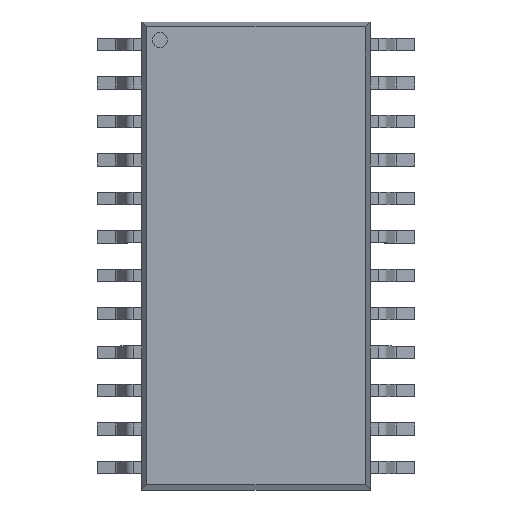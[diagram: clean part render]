
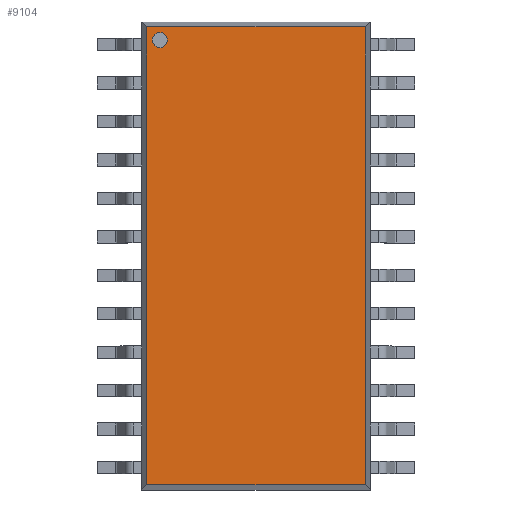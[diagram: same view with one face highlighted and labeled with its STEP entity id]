
A CAD part, top view. The second image highlights one B-rep face of the part: STEP entity #9104.
In plain terms, the highlighted planar face has unit normal (0, 0, 1).
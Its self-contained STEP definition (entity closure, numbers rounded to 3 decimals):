
#88 = ORIENTED_EDGE ( 'NONE', *, *, #9369, .T. ) ;
#570 = CIRCLE ( 'NONE', #3544, 0.25 ) ;
#827 = EDGE_CURVE ( 'NONE', #10993, #8608, #1260, .T. ) ;
#846 = FACE_BOUND ( 'NONE', #6160, .T. ) ;
#918 = EDGE_LOOP ( 'NONE', ( #6298, #9939, #88, #4599 ) ) ;
#1260 = LINE ( 'NONE', #3059, #1765 ) ;
#1368 = ORIENTED_EDGE ( 'NONE', *, *, #4730, .F. ) ;
#1540 = CARTESIAN_POINT ( 'NONE',  ( 0., 0., 2.65 ) ) ;
#1648 = DIRECTION ( 'NONE',  ( 1., 0., 0. ) ) ;
#1694 = DIRECTION ( 'NONE',  ( 0., 1., 0. ) ) ;
#1765 = VECTOR ( 'NONE', #4040, 1000. ) ;
#2353 = PLANE ( 'NONE',  #5131 ) ;
#2372 = DIRECTION ( 'NONE',  ( 0., 0., 1. ) ) ;
#2516 = DIRECTION ( 'NONE',  ( 0., 0., 1. ) ) ;
#3059 = CARTESIAN_POINT ( 'NONE',  ( -3.61, -7.725, 2.65 ) ) ;
#3544 = AXIS2_PLACEMENT_3D ( 'NONE', #6858, #2516, #1648 ) ;
#3684 = CARTESIAN_POINT ( 'NONE',  ( -3.61, -7.56, 2.65 ) ) ;
#4040 = DIRECTION ( 'NONE',  ( 0., -1., 0. ) ) ;
#4245 = CARTESIAN_POINT ( 'NONE',  ( 3.61, 7.56, 2.65 ) ) ;
#4248 = CARTESIAN_POINT ( 'NONE',  ( 3.61, 7.725, 2.65 ) ) ;
#4273 = VERTEX_POINT ( 'NONE', #4245 ) ;
#4426 = CARTESIAN_POINT ( 'NONE',  ( -2.925, 7.125, 2.65 ) ) ;
#4599 = ORIENTED_EDGE ( 'NONE', *, *, #10213, .T. ) ;
#4614 = CARTESIAN_POINT ( 'NONE',  ( -3.61, 7.56, 2.65 ) ) ;
#4730 = EDGE_CURVE ( 'NONE', #7272, #8956, #6885, .T. ) ;
#4779 = VERTEX_POINT ( 'NONE', #5853 ) ;
#5131 = AXIS2_PLACEMENT_3D ( 'NONE', #1540, #5186, #8732 ) ;
#5186 = DIRECTION ( 'NONE',  ( 0., 0., 1. ) ) ;
#5284 = LINE ( 'NONE', #4248, #8436 ) ;
#5709 = EDGE_CURVE ( 'NONE', #8956, #7272, #570, .T. ) ;
#5853 = CARTESIAN_POINT ( 'NONE',  ( 3.61, -7.56, 2.65 ) ) ;
#6054 = VECTOR ( 'NONE', #6145, 1000. ) ;
#6076 = ORIENTED_EDGE ( 'NONE', *, *, #5709, .F. ) ;
#6145 = DIRECTION ( 'NONE',  ( 1., 0., 0. ) ) ;
#6160 = EDGE_LOOP ( 'NONE', ( #1368, #6076 ) ) ;
#6298 = ORIENTED_EDGE ( 'NONE', *, *, #7618, .T. ) ;
#6812 = FACE_OUTER_BOUND ( 'NONE', #918, .T. ) ;
#6858 = CARTESIAN_POINT ( 'NONE',  ( -3.175, 7.125, 2.65 ) ) ;
#6885 = CIRCLE ( 'NONE', #10051, 0.25 ) ;
#6953 = CARTESIAN_POINT ( 'NONE',  ( -3.775, 7.56, 2.65 ) ) ;
#7069 = DIRECTION ( 'NONE',  ( -1., 0., 0. ) ) ;
#7076 = LINE ( 'NONE', #8703, #6054 ) ;
#7272 = VERTEX_POINT ( 'NONE', #4426 ) ;
#7538 = DIRECTION ( 'NONE',  ( 1., 0., 0. ) ) ;
#7618 = EDGE_CURVE ( 'NONE', #4273, #10993, #10395, .T. ) ;
#8234 = CARTESIAN_POINT ( 'NONE',  ( -3.425, 7.125, 2.65 ) ) ;
#8436 = VECTOR ( 'NONE', #1694, 1000. ) ;
#8608 = VERTEX_POINT ( 'NONE', #3684 ) ;
#8703 = CARTESIAN_POINT ( 'NONE',  ( 3.775, -7.56, 2.65 ) ) ;
#8732 = DIRECTION ( 'NONE',  ( 1., 0., 0. ) ) ;
#8956 = VERTEX_POINT ( 'NONE', #8234 ) ;
#9104 = ADVANCED_FACE ( 'NONE', ( #846, #6812 ), #2353, .T. ) ;
#9369 = EDGE_CURVE ( 'NONE', #8608, #4779, #7076, .T. ) ;
#9393 = CARTESIAN_POINT ( 'NONE',  ( -3.175, 7.125, 2.65 ) ) ;
#9939 = ORIENTED_EDGE ( 'NONE', *, *, #827, .T. ) ;
#10051 = AXIS2_PLACEMENT_3D ( 'NONE', #9393, #2372, #7538 ) ;
#10213 = EDGE_CURVE ( 'NONE', #4779, #4273, #5284, .T. ) ;
#10249 = VECTOR ( 'NONE', #7069, 1000. ) ;
#10395 = LINE ( 'NONE', #6953, #10249 ) ;
#10993 = VERTEX_POINT ( 'NONE', #4614 ) ;
